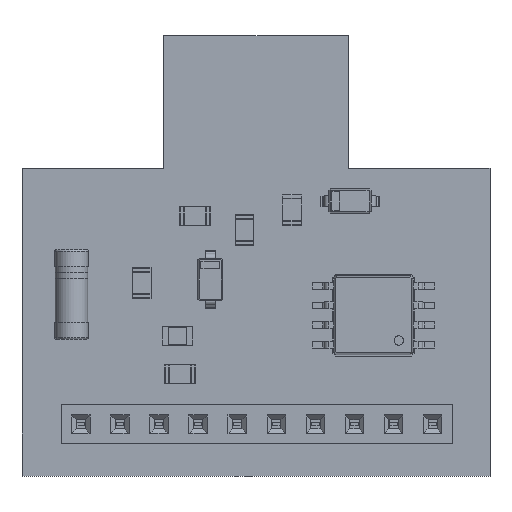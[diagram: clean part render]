
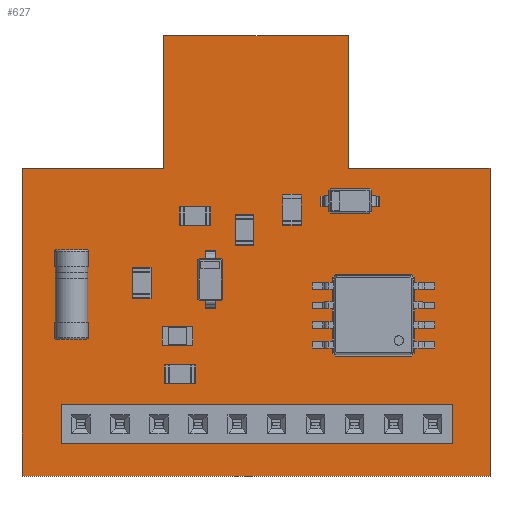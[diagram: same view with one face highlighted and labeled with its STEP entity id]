
A CAD part, top view. The second image highlights one B-rep face of the part: STEP entity #627.
In plain terms, the highlighted planar face has unit normal (0, 0, 1).
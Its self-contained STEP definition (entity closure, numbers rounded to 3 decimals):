
#54 = VERTEX_POINT('',#55);
#55 = CARTESIAN_POINT('',(173.1,-83.4,0.));
#72 = VERTEX_POINT('',#73);
#73 = CARTESIAN_POINT('',(173.1,-74.8,0.));
#79 = EDGE_CURVE('',#54,#72,#80,.T.);
#80 = LINE('',#81,#82);
#81 = CARTESIAN_POINT('',(173.1,-83.4,0.));
#82 = VECTOR('',#83,1.);
#83 = DIRECTION('',(0.,1.,0.));
#103 = VERTEX_POINT('',#104);
#104 = CARTESIAN_POINT('',(182.3,-83.4,0.));
#110 = EDGE_CURVE('',#54,#103,#111,.T.);
#111 = LINE('',#112,#113);
#112 = CARTESIAN_POINT('',(173.1,-83.4,0.));
#113 = VECTOR('',#114,1.);
#114 = DIRECTION('',(1.,0.,0.));
#134 = VERTEX_POINT('',#135);
#135 = CARTESIAN_POINT('',(161.1,-74.8,0.));
#141 = EDGE_CURVE('',#72,#134,#142,.T.);
#142 = LINE('',#143,#144);
#143 = CARTESIAN_POINT('',(173.1,-74.8,0.));
#144 = VECTOR('',#145,1.);
#145 = DIRECTION('',(-1.,0.,0.));
#165 = VERTEX_POINT('',#166);
#166 = CARTESIAN_POINT('',(182.3,-103.4,0.));
#172 = EDGE_CURVE('',#103,#165,#173,.T.);
#173 = LINE('',#174,#175);
#174 = CARTESIAN_POINT('',(182.3,-83.4,0.));
#175 = VECTOR('',#176,1.);
#176 = DIRECTION('',(0.,-1.,0.));
#196 = VERTEX_POINT('',#197);
#197 = CARTESIAN_POINT('',(161.1,-83.4,0.));
#203 = EDGE_CURVE('',#134,#196,#204,.T.);
#204 = LINE('',#205,#206);
#205 = CARTESIAN_POINT('',(161.1,-74.8,0.));
#206 = VECTOR('',#207,1.);
#207 = DIRECTION('',(0.,-1.,0.));
#218 = VERTEX_POINT('',#219);
#219 = CARTESIAN_POINT('',(151.9,-103.4,0.));
#234 = EDGE_CURVE('',#218,#165,#235,.T.);
#235 = LINE('',#236,#237);
#236 = CARTESIAN_POINT('',(151.9,-103.4,0.));
#237 = VECTOR('',#238,1.);
#238 = DIRECTION('',(1.,0.,0.));
#258 = VERTEX_POINT('',#259);
#259 = CARTESIAN_POINT('',(151.9,-83.4,0.));
#265 = EDGE_CURVE('',#196,#258,#266,.T.);
#266 = LINE('',#267,#268);
#267 = CARTESIAN_POINT('',(161.1,-83.4,0.));
#268 = VECTOR('',#269,1.);
#269 = DIRECTION('',(-1.,0.,0.));
#287 = EDGE_CURVE('',#258,#218,#288,.T.);
#288 = LINE('',#289,#290);
#289 = CARTESIAN_POINT('',(151.9,-83.4,0.));
#290 = VECTOR('',#291,1.);
#291 = DIRECTION('',(0.,-1.,0.));
#302 = VERTEX_POINT('',#303);
#303 = CARTESIAN_POINT('',(161.3,-100.04,0.));
#319 = EDGE_CURVE('',#302,#302,#320,.T.);
#320 = CIRCLE('',#321,0.5);
#321 = AXIS2_PLACEMENT_3D('',#322,#323,#324);
#322 = CARTESIAN_POINT('',(160.8,-100.04,0.));
#323 = DIRECTION('',(0.,0.,1.));
#324 = DIRECTION('',(1.,0.,-0.));
#335 = VERTEX_POINT('',#336);
#336 = CARTESIAN_POINT('',(163.84,-100.04,0.));
#352 = EDGE_CURVE('',#335,#335,#353,.T.);
#353 = CIRCLE('',#354,0.5);
#354 = AXIS2_PLACEMENT_3D('',#355,#356,#357);
#355 = CARTESIAN_POINT('',(163.34,-100.04,0.));
#356 = DIRECTION('',(0.,0.,1.));
#357 = DIRECTION('',(1.,0.,-0.));
#368 = VERTEX_POINT('',#369);
#369 = CARTESIAN_POINT('',(166.38,-100.04,0.));
#385 = EDGE_CURVE('',#368,#368,#386,.T.);
#386 = CIRCLE('',#387,0.5);
#387 = AXIS2_PLACEMENT_3D('',#388,#389,#390);
#388 = CARTESIAN_POINT('',(165.88,-100.04,0.));
#389 = DIRECTION('',(0.,0.,1.));
#390 = DIRECTION('',(1.,0.,-0.));
#401 = VERTEX_POINT('',#402);
#402 = CARTESIAN_POINT('',(171.46,-100.04,0.));
#418 = EDGE_CURVE('',#401,#401,#419,.T.);
#419 = CIRCLE('',#420,0.5);
#420 = AXIS2_PLACEMENT_3D('',#421,#422,#423);
#421 = CARTESIAN_POINT('',(170.96,-100.04,0.));
#422 = DIRECTION('',(0.,0.,1.));
#423 = DIRECTION('',(1.,0.,-0.));
#434 = VERTEX_POINT('',#435);
#435 = CARTESIAN_POINT('',(168.92,-100.04,0.));
#451 = EDGE_CURVE('',#434,#434,#452,.T.);
#452 = CIRCLE('',#453,0.5);
#453 = AXIS2_PLACEMENT_3D('',#454,#455,#456);
#454 = CARTESIAN_POINT('',(168.42,-100.04,0.));
#455 = DIRECTION('',(0.,0.,1.));
#456 = DIRECTION('',(1.,0.,-0.));
#467 = VERTEX_POINT('',#468);
#468 = CARTESIAN_POINT('',(176.54,-100.04,0.));
#484 = EDGE_CURVE('',#467,#467,#485,.T.);
#485 = CIRCLE('',#486,0.5);
#486 = AXIS2_PLACEMENT_3D('',#487,#488,#489);
#487 = CARTESIAN_POINT('',(176.04,-100.04,0.));
#488 = DIRECTION('',(0.,0.,1.));
#489 = DIRECTION('',(1.,0.,-0.));
#500 = VERTEX_POINT('',#501);
#501 = CARTESIAN_POINT('',(174.,-100.04,0.));
#517 = EDGE_CURVE('',#500,#500,#518,.T.);
#518 = CIRCLE('',#519,0.5);
#519 = AXIS2_PLACEMENT_3D('',#520,#521,#522);
#520 = CARTESIAN_POINT('',(173.5,-100.04,0.));
#521 = DIRECTION('',(0.,0.,1.));
#522 = DIRECTION('',(1.,0.,-0.));
#533 = VERTEX_POINT('',#534);
#534 = CARTESIAN_POINT('',(158.76,-100.04,0.));
#550 = EDGE_CURVE('',#533,#533,#551,.T.);
#551 = CIRCLE('',#552,0.5);
#552 = AXIS2_PLACEMENT_3D('',#553,#554,#555);
#553 = CARTESIAN_POINT('',(158.26,-100.04,0.));
#554 = DIRECTION('',(0.,0.,1.));
#555 = DIRECTION('',(1.,0.,-0.));
#566 = VERTEX_POINT('',#567);
#567 = CARTESIAN_POINT('',(179.08,-100.04,0.));
#583 = EDGE_CURVE('',#566,#566,#584,.T.);
#584 = CIRCLE('',#585,0.5);
#585 = AXIS2_PLACEMENT_3D('',#586,#587,#588);
#586 = CARTESIAN_POINT('',(178.58,-100.04,0.));
#587 = DIRECTION('',(0.,0.,1.));
#588 = DIRECTION('',(1.,0.,-0.));
#599 = VERTEX_POINT('',#600);
#600 = CARTESIAN_POINT('',(156.22,-100.04,0.));
#616 = EDGE_CURVE('',#599,#599,#617,.T.);
#617 = CIRCLE('',#618,0.5);
#618 = AXIS2_PLACEMENT_3D('',#619,#620,#621);
#619 = CARTESIAN_POINT('',(155.72,-100.04,0.));
#620 = DIRECTION('',(0.,0.,1.));
#621 = DIRECTION('',(1.,0.,-0.));
#627 = ADVANCED_FACE('',(#628,#638,#641,#644,#647,#650,#653,#656,#659,
    #662,#665),#668,.T.);
#628 = FACE_BOUND('',#629,.T.);
#629 = EDGE_LOOP('',(#630,#631,#632,#633,#634,#635,#636,#637));
#630 = ORIENTED_EDGE('',*,*,#79,.T.);
#631 = ORIENTED_EDGE('',*,*,#141,.T.);
#632 = ORIENTED_EDGE('',*,*,#203,.T.);
#633 = ORIENTED_EDGE('',*,*,#265,.T.);
#634 = ORIENTED_EDGE('',*,*,#287,.T.);
#635 = ORIENTED_EDGE('',*,*,#234,.T.);
#636 = ORIENTED_EDGE('',*,*,#172,.F.);
#637 = ORIENTED_EDGE('',*,*,#110,.F.);
#638 = FACE_BOUND('',#639,.T.);
#639 = EDGE_LOOP('',(#640));
#640 = ORIENTED_EDGE('',*,*,#319,.F.);
#641 = FACE_BOUND('',#642,.T.);
#642 = EDGE_LOOP('',(#643));
#643 = ORIENTED_EDGE('',*,*,#352,.F.);
#644 = FACE_BOUND('',#645,.T.);
#645 = EDGE_LOOP('',(#646));
#646 = ORIENTED_EDGE('',*,*,#385,.F.);
#647 = FACE_BOUND('',#648,.T.);
#648 = EDGE_LOOP('',(#649));
#649 = ORIENTED_EDGE('',*,*,#418,.F.);
#650 = FACE_BOUND('',#651,.T.);
#651 = EDGE_LOOP('',(#652));
#652 = ORIENTED_EDGE('',*,*,#451,.F.);
#653 = FACE_BOUND('',#654,.T.);
#654 = EDGE_LOOP('',(#655));
#655 = ORIENTED_EDGE('',*,*,#484,.F.);
#656 = FACE_BOUND('',#657,.T.);
#657 = EDGE_LOOP('',(#658));
#658 = ORIENTED_EDGE('',*,*,#517,.F.);
#659 = FACE_BOUND('',#660,.T.);
#660 = EDGE_LOOP('',(#661));
#661 = ORIENTED_EDGE('',*,*,#550,.F.);
#662 = FACE_BOUND('',#663,.T.);
#663 = EDGE_LOOP('',(#664));
#664 = ORIENTED_EDGE('',*,*,#583,.F.);
#665 = FACE_BOUND('',#666,.T.);
#666 = EDGE_LOOP('',(#667));
#667 = ORIENTED_EDGE('',*,*,#616,.F.);
#668 = PLANE('',#669);
#669 = AXIS2_PLACEMENT_3D('',#670,#671,#672);
#670 = CARTESIAN_POINT('',(167.1,-90.441,0.));
#671 = DIRECTION('',(0.,0.,1.));
#672 = DIRECTION('',(1.,0.,0.));
